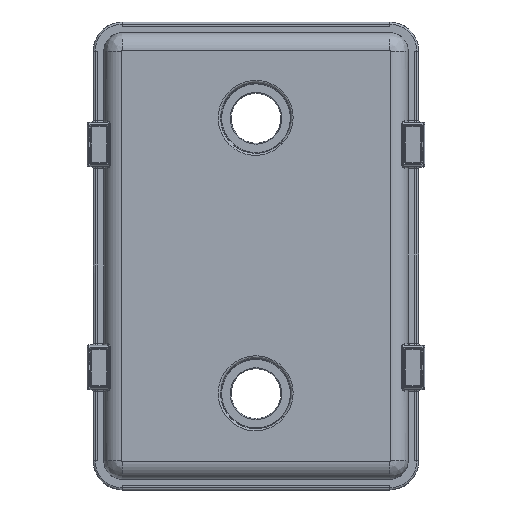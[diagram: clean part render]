
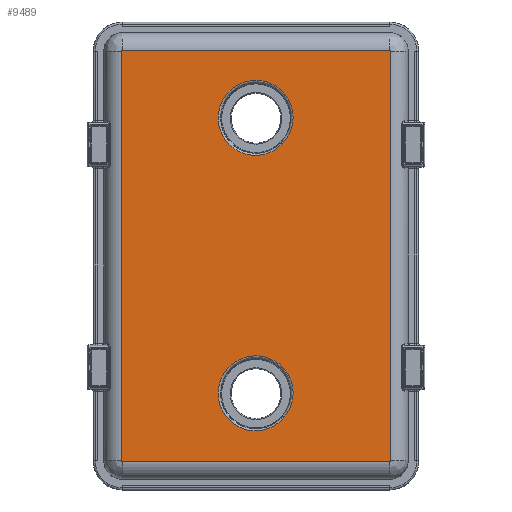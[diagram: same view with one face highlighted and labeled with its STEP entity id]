
A CAD part, top view. The second image highlights one B-rep face of the part: STEP entity #9489.
In plain terms, the highlighted planar face has unit normal (0, 0, 1).
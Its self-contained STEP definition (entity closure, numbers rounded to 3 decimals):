
#45=FACE_BOUND('',#2702,.T.);
#46=FACE_BOUND('',#2703,.T.);
#116=B_SPLINE_CURVE_WITH_KNOTS('',3,(#16148,#16149,#16150,#16151,#16152,
#16153,#16154,#16155,#16156,#16157,#16158,#16159,#16160,#16161,#16162,#16163,
#16164),.UNSPECIFIED.,.F.,.F.,(4,1,1,1,1,1,1,1,1,1,1,1,1,1,4),(-13.118,
-12.223,-11.286,-10.036,-9.412,
-8.162,-7.537,-6.288,-5.663,
-5.039,-3.789,-2.852,-1.915,
-0.978,-0.041),.UNSPECIFIED.);
#117=B_SPLINE_CURVE_WITH_KNOTS('',3,(#16165,#16166,#16167,#16168,#16169,
#16170,#16171,#16172),.UNSPECIFIED.,.F.,.F.,(4,1,1,1,1,4),(-0.142,
-0.116,-0.086,-0.045,-0.025,
-0.005),.UNSPECIFIED.);
#118=B_SPLINE_CURVE_WITH_KNOTS('',3,(#16175,#16176,#16177,#16178,#16179,
#16180,#16181,#16182,#16183,#16184,#16185,#16186,#16187,#16188,#16189,#16190,
#16191),.UNSPECIFIED.,.F.,.F.,(4,1,1,1,1,1,1,1,1,1,1,1,1,1,4),(-13.118,
-12.223,-11.286,-10.349,-9.412,
-8.162,-7.537,-6.288,-5.663,-5.039,
-3.789,-3.165,-1.915,-0.978,
-0.041),.UNSPECIFIED.);
#119=B_SPLINE_CURVE_WITH_KNOTS('',3,(#16192,#16193,#16194,#16195,#16196,
#16197,#16198,#16199,#16200),.UNSPECIFIED.,.F.,.F.,(4,1,1,1,1,1,4),(-0.142,
-0.127,-0.106,-0.066,-0.035,
-0.025,-0.005),.UNSPECIFIED.);
#238=PLANE('',#10255);
#519=LINE('',#16132,#1183);
#520=LINE('',#16136,#1184);
#521=LINE('',#16140,#1185);
#522=LINE('',#16144,#1186);
#1183=VECTOR('',#11852,10.);
#1184=VECTOR('',#11855,10.);
#1185=VECTOR('',#11858,10.);
#1186=VECTOR('',#11861,10.);
#2086=FACE_OUTER_BOUND('',#2701,.T.);
#2701=EDGE_LOOP('',(#6870,#6871,#6872,#6873,#6874,#6875,#6876,#6877));
#2702=EDGE_LOOP('',(#6878,#6879));
#2703=EDGE_LOOP('',(#6880,#6881));
#3575=CIRCLE('',#10256,0.343);
#3576=CIRCLE('',#10257,0.343);
#3577=CIRCLE('',#10258,0.343);
#3578=CIRCLE('',#10259,0.343);
#4106=VERTEX_POINT('',#16130);
#4107=VERTEX_POINT('',#16131);
#4108=VERTEX_POINT('',#16133);
#4109=VERTEX_POINT('',#16135);
#4110=VERTEX_POINT('',#16137);
#4111=VERTEX_POINT('',#16139);
#4112=VERTEX_POINT('',#16141);
#4113=VERTEX_POINT('',#16143);
#4114=VERTEX_POINT('',#16146);
#4115=VERTEX_POINT('',#16147);
#4116=VERTEX_POINT('',#16173);
#4117=VERTEX_POINT('',#16174);
#5101=EDGE_CURVE('',#4106,#4107,#519,.T.);
#5102=EDGE_CURVE('',#4108,#4106,#3575,.T.);
#5103=EDGE_CURVE('',#4109,#4108,#520,.T.);
#5104=EDGE_CURVE('',#4110,#4109,#3576,.T.);
#5105=EDGE_CURVE('',#4111,#4110,#521,.T.);
#5106=EDGE_CURVE('',#4112,#4111,#3577,.T.);
#5107=EDGE_CURVE('',#4113,#4112,#522,.T.);
#5108=EDGE_CURVE('',#4107,#4113,#3578,.T.);
#5109=EDGE_CURVE('',#4114,#4115,#116,.T.);
#5110=EDGE_CURVE('',#4115,#4114,#117,.T.);
#5111=EDGE_CURVE('',#4116,#4117,#118,.T.);
#5112=EDGE_CURVE('',#4117,#4116,#119,.T.);
#6870=ORIENTED_EDGE('',*,*,#5101,.F.);
#6871=ORIENTED_EDGE('',*,*,#5102,.F.);
#6872=ORIENTED_EDGE('',*,*,#5103,.F.);
#6873=ORIENTED_EDGE('',*,*,#5104,.F.);
#6874=ORIENTED_EDGE('',*,*,#5105,.F.);
#6875=ORIENTED_EDGE('',*,*,#5106,.F.);
#6876=ORIENTED_EDGE('',*,*,#5107,.F.);
#6877=ORIENTED_EDGE('',*,*,#5108,.F.);
#6878=ORIENTED_EDGE('',*,*,#5109,.F.);
#6879=ORIENTED_EDGE('',*,*,#5110,.F.);
#6880=ORIENTED_EDGE('',*,*,#5111,.F.);
#6881=ORIENTED_EDGE('',*,*,#5112,.F.);
#9489=ADVANCED_FACE('',(#2086,#45,#46),#238,.T.);
#10255=AXIS2_PLACEMENT_3D('',#16129,#11850,#11851);
#10256=AXIS2_PLACEMENT_3D('',#16134,#11853,#11854);
#10257=AXIS2_PLACEMENT_3D('',#16138,#11856,#11857);
#10258=AXIS2_PLACEMENT_3D('',#16142,#11859,#11860);
#10259=AXIS2_PLACEMENT_3D('',#16145,#11862,#11863);
#11850=DIRECTION('center_axis',(0.,0.,
1.));
#11851=DIRECTION('ref_axis',(1.,0.,0.));
#11852=DIRECTION('',(0.,-1.,0.));
#11853=DIRECTION('center_axis',(0.,0.,
-1.));
#11854=DIRECTION('ref_axis',(0.707,0.707,0.));
#11855=DIRECTION('',(1.,0.,0.));
#11856=DIRECTION('center_axis',(0.,0.,
-1.));
#11857=DIRECTION('ref_axis',(-0.707,0.707,0.));
#11858=DIRECTION('',(0.,1.,0.));
#11859=DIRECTION('center_axis',(0.,0.,
-1.));
#11860=DIRECTION('ref_axis',(-0.707,-0.707,0.));
#11861=DIRECTION('',(-1.,0.,0.));
#11862=DIRECTION('center_axis',(0.,0.,
-1.));
#11863=DIRECTION('ref_axis',(0.707,-0.707,0.));
#16129=CARTESIAN_POINT('Origin',(-75.084,-0.15,28.042));
#16130=CARTESIAN_POINT('',(75.259,239.85,28.042));
#16131=CARTESIAN_POINT('',(75.259,9.85,28.042));
#16132=CARTESIAN_POINT('',(75.259,-0.15,28.042));
#16133=CARTESIAN_POINT('',(74.916,240.193,28.042));
#16134=CARTESIAN_POINT('Origin',(74.916,239.85,28.042));
#16135=CARTESIAN_POINT('',(-75.084,240.193,28.042));
#16136=CARTESIAN_POINT('',(-37.584,240.193,28.042));
#16137=CARTESIAN_POINT('',(-75.427,239.85,28.042));
#16138=CARTESIAN_POINT('Origin',(-75.084,239.85,28.042));
#16139=CARTESIAN_POINT('',(-75.427,9.85,28.042));
#16140=CARTESIAN_POINT('',(-75.427,-0.15,28.042));
#16141=CARTESIAN_POINT('',(-75.084,9.507,28.042));
#16142=CARTESIAN_POINT('Origin',(-75.084,9.85,28.042));
#16143=CARTESIAN_POINT('',(74.916,9.507,28.042));
#16144=CARTESIAN_POINT('',(-37.584,9.507,28.042));
#16145=CARTESIAN_POINT('Origin',(74.916,9.85,28.042));
#16146=CARTESIAN_POINT('',(15.544,34.259,28.042));
#16147=CARTESIAN_POINT('',(14.62,33.24,28.042));
#16148=CARTESIAN_POINT('Ctrl Pts',(15.544,34.259,28.042));
#16149=CARTESIAN_POINT('Ctrl Pts',(17.543,36.476,28.042));
#16150=CARTESIAN_POINT('Ctrl Pts',(20.6,41.929,28.042));
#16151=CARTESIAN_POINT('Ctrl Pts',(21.275,52.471,28.042));
#16152=CARTESIAN_POINT('Ctrl Pts',(16.875,61.208,28.042));
#16153=CARTESIAN_POINT('Ctrl Pts',(8.524,67.651,28.042));
#16154=CARTESIAN_POINT('Ctrl Pts',(0.035,69.465,
28.042));
#16155=CARTESIAN_POINT('Ctrl Pts',(-10.222,67.029,28.042));
#16156=CARTESIAN_POINT('Ctrl Pts',(-17.001,61.598,28.042));
#16157=CARTESIAN_POINT('Ctrl Pts',(-20.653,54.001,28.042));
#16158=CARTESIAN_POINT('Ctrl Pts',(-21.979,45.685,28.042));
#16159=CARTESIAN_POINT('Ctrl Pts',(-19.191,36.303,28.042));
#16160=CARTESIAN_POINT('Ctrl Pts',(-11.448,28.941,28.042));
#16161=CARTESIAN_POINT('Ctrl Pts',(-2.311,25.979,28.042));
#16162=CARTESIAN_POINT('Ctrl Pts',(7.216,27.322,28.042));
#16163=CARTESIAN_POINT('Ctrl Pts',(12.516,30.933,28.042));
#16164=CARTESIAN_POINT('Ctrl Pts',(14.62,33.24,28.042));
#16165=CARTESIAN_POINT('Ctrl Pts',(14.62,33.24,28.042));
#16166=CARTESIAN_POINT('Ctrl Pts',(14.678,33.304,28.042));
#16167=CARTESIAN_POINT('Ctrl Pts',(14.806,33.442,28.042));
#16168=CARTESIAN_POINT('Ctrl Pts',(15.025,33.68,28.042));
#16169=CARTESIAN_POINT('Ctrl Pts',(15.23,33.907,28.042));
#16170=CARTESIAN_POINT('Ctrl Pts',(15.41,34.108,28.042));
#16171=CARTESIAN_POINT('Ctrl Pts',(15.5,34.209,28.042));
#16172=CARTESIAN_POINT('Ctrl Pts',(15.544,34.259,28.042));
#16173=CARTESIAN_POINT('',(15.544,188.945,28.042));
#16174=CARTESIAN_POINT('',(14.62,187.926,28.042));
#16175=CARTESIAN_POINT('Ctrl Pts',(15.544,188.945,28.042));
#16176=CARTESIAN_POINT('Ctrl Pts',(17.543,191.162,28.042));
#16177=CARTESIAN_POINT('Ctrl Pts',(20.606,196.62,28.042));
#16178=CARTESIAN_POINT('Ctrl Pts',(21.198,206.083,28.042));
#16179=CARTESIAN_POINT('Ctrl Pts',(17.539,214.961,28.042));
#16180=CARTESIAN_POINT('Ctrl Pts',(9.594,222.114,28.042));
#16181=CARTESIAN_POINT('Ctrl Pts',(0.032,224.154,
28.042));
#16182=CARTESIAN_POINT('Ctrl Pts',(-10.223,221.717,28.042));
#16183=CARTESIAN_POINT('Ctrl Pts',(-16.997,216.279,28.042));
#16184=CARTESIAN_POINT('Ctrl Pts',(-20.655,208.69,28.042));
#16185=CARTESIAN_POINT('Ctrl Pts',(-21.974,200.368,28.042));
#16186=CARTESIAN_POINT('Ctrl Pts',(-19.498,192.039,28.042));
#16187=CARTESIAN_POINT('Ctrl Pts',(-12.43,184.216,28.042));
#16188=CARTESIAN_POINT('Ctrl Pts',(-3.376,180.506,28.042));
#16189=CARTESIAN_POINT('Ctrl Pts',(7.22,182.014,28.042));
#16190=CARTESIAN_POINT('Ctrl Pts',(12.516,185.619,28.042));
#16191=CARTESIAN_POINT('Ctrl Pts',(14.62,187.926,28.042));
#16192=CARTESIAN_POINT('Ctrl Pts',(14.62,187.926,28.042));
#16193=CARTESIAN_POINT('Ctrl Pts',(14.655,187.965,28.042));
#16194=CARTESIAN_POINT('Ctrl Pts',(14.737,188.053,28.042));
#16195=CARTESIAN_POINT('Ctrl Pts',(14.91,188.241,28.042));
#16196=CARTESIAN_POINT('Ctrl Pts',(15.116,188.467,28.042));
#16197=CARTESIAN_POINT('Ctrl Pts',(15.297,188.669,28.042));
#16198=CARTESIAN_POINT('Ctrl Pts',(15.433,188.82,28.042));
#16199=CARTESIAN_POINT('Ctrl Pts',(15.5,188.895,28.042));
#16200=CARTESIAN_POINT('Ctrl Pts',(15.544,188.945,28.042));
